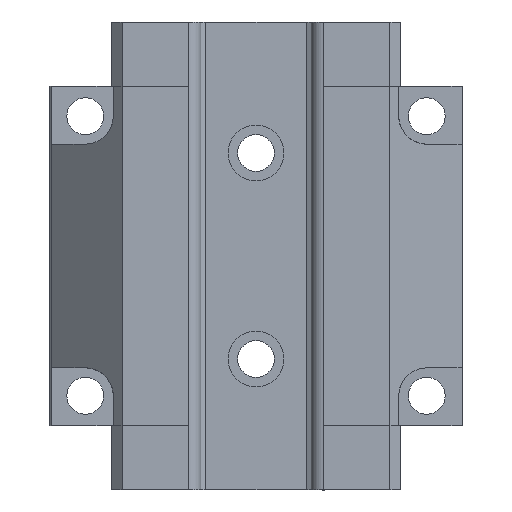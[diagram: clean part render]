
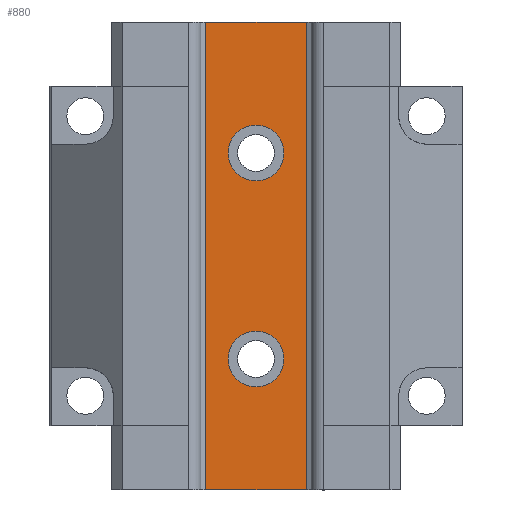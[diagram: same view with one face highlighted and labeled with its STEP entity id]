
A CAD part, front view. The second image highlights one B-rep face of the part: STEP entity #880.
In plain terms, the highlighted planar face has unit normal (0, -1, 0).
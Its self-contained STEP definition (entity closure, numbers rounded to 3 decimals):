
#880 = ADVANCED_FACE ( 'NONE', ( #5000, #4999, #5004 ), #6664, .F. ) ;
#1712 = EDGE_CURVE ( 'NONE', #4189, #4190, #8532, .T. ) ;
#1720 = EDGE_CURVE ( 'NONE', #4192, #4189, #8545, .T. ) ;
#1721 = EDGE_CURVE ( 'NONE', #4190, #4191, #8537, .T. ) ;
#1723 = EDGE_CURVE ( 'NONE', #4191, #4192, #8553, .T. ) ;
#1724 = EDGE_CURVE ( 'NONE', #10848, #10848, #8556, .T. ) ;
#1725 = EDGE_CURVE ( 'NONE', #10850, #10850, #8558, .T. ) ;
#1925 = AXIS2_PLACEMENT_3D ( 'NONE', #6675, #6676, #6677 ) ;
#2012 = AXIS2_PLACEMENT_3D ( 'NONE', #9670, #9675, #9676 ) ;
#2021 = AXIS2_PLACEMENT_3D ( 'NONE', #9668, #9679, #9680 ) ;
#3299 = ORIENTED_EDGE ( 'NONE', *, *, #1725, .F. ) ;
#3300 = ORIENTED_EDGE ( 'NONE', *, *, #1724, .F. ) ;
#3301 = ORIENTED_EDGE ( 'NONE', *, *, #1723, .F. ) ;
#3302 = ORIENTED_EDGE ( 'NONE', *, *, #1721, .F. ) ;
#3303 = ORIENTED_EDGE ( 'NONE', *, *, #1712, .F. ) ;
#3304 = ORIENTED_EDGE ( 'NONE', *, *, #1720, .F. ) ;
#3692 = EDGE_LOOP ( 'NONE', ( #3299 ) ) ;
#3694 = EDGE_LOOP ( 'NONE', ( #3300 ) ) ;
#3695 = EDGE_LOOP ( 'NONE', ( #3301, #3302, #3303, #3304 ) ) ;
#4189 = VERTEX_POINT ( 'NONE', #10360 ) ;
#4190 = VERTEX_POINT ( 'NONE', #10361 ) ;
#4191 = VERTEX_POINT ( 'NONE', #10362 ) ;
#4192 = VERTEX_POINT ( 'NONE', #10363 ) ;
#4999 = FACE_BOUND ( 'NONE', #3694, .T. ) ;
#5000 = FACE_BOUND ( 'NONE', #3692, .T. ) ;
#5004 = FACE_OUTER_BOUND ( 'NONE', #3695, .T. ) ;
#6664 = PLANE ( 'NONE',  #1925 ) ;
#6675 = CARTESIAN_POINT ( 'NONE',  ( 23.238, -21.85, 95.4 ) ) ;
#6676 = DIRECTION ( 'NONE',  ( 0., 1., 0. ) ) ;
#6677 = DIRECTION ( 'NONE',  ( 0., 0., 1. ) ) ;
#8532 = LINE ( 'NONE', #9648, #8533 ) ;
#8533 = VECTOR ( 'NONE', #9649, 1000. ) ;
#8537 = LINE ( 'NONE', #9665, #8549 ) ;
#8545 = LINE ( 'NONE', #9662, #8547 ) ;
#8547 = VECTOR ( 'NONE', #9666, 1000. ) ;
#8549 = VECTOR ( 'NONE', #9669, 1000. ) ;
#8553 = LINE ( 'NONE', #9672, #8554 ) ;
#8554 = VECTOR ( 'NONE', #9673, 1000. ) ;
#8556 = CIRCLE ( 'NONE', #2012, 9.5 ) ;
#8558 = CIRCLE ( 'NONE', #2021, 9.5 ) ;
#9648 = CARTESIAN_POINT ( 'NONE',  ( 23.238, -21.85, 79.5 ) ) ;
#9649 = DIRECTION ( 'NONE',  ( 1., 0., 0. ) ) ;
#9662 = CARTESIAN_POINT ( 'NONE',  ( -23.238, -21.85, 95.4 ) ) ;
#9665 = CARTESIAN_POINT ( 'NONE',  ( 23.238, -21.85, 95.4 ) ) ;
#9666 = DIRECTION ( 'NONE',  ( 0., 0., 1. ) ) ;
#9668 = CARTESIAN_POINT ( 'NONE',  ( 0., -21.85, -35. ) ) ;
#9669 = DIRECTION ( 'NONE',  ( 0., 0., -1. ) ) ;
#9670 = CARTESIAN_POINT ( 'NONE',  ( 0., -21.85, 35. ) ) ;
#9672 = CARTESIAN_POINT ( 'NONE',  ( 23.238, -21.85, -79.5 ) ) ;
#9673 = DIRECTION ( 'NONE',  ( -1., 0., 0. ) ) ;
#9675 = DIRECTION ( 'NONE',  ( 0., -1., 0. ) ) ;
#9676 = DIRECTION ( 'NONE',  ( 0., 0., 1. ) ) ;
#9679 = DIRECTION ( 'NONE',  ( 0., -1., 0. ) ) ;
#9680 = DIRECTION ( 'NONE',  ( 0., 0., 1. ) ) ;
#10360 = CARTESIAN_POINT ( 'NONE',  ( -23.238, -21.85, 79.5 ) ) ;
#10361 = CARTESIAN_POINT ( 'NONE',  ( 23.238, -21.85, 79.5 ) ) ;
#10362 = CARTESIAN_POINT ( 'NONE',  ( 23.238, -21.85, -79.5 ) ) ;
#10363 = CARTESIAN_POINT ( 'NONE',  ( -23.238, -21.85, -79.5 ) ) ;
#10848 = VERTEX_POINT ( 'NONE', #10849 ) ;
#10849 = CARTESIAN_POINT ( 'NONE',  ( 0., -21.85, 44.5 ) ) ;
#10850 = VERTEX_POINT ( 'NONE', #10851 ) ;
#10851 = CARTESIAN_POINT ( 'NONE',  ( 0., -21.85, -25.5 ) ) ;
